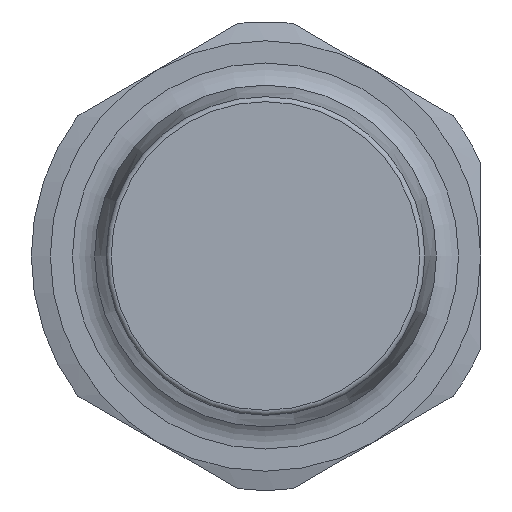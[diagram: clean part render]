
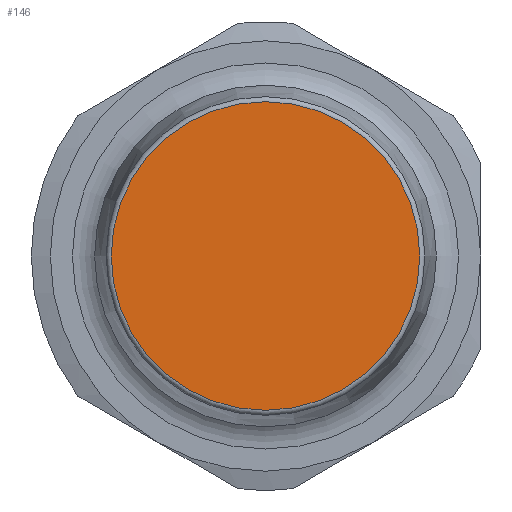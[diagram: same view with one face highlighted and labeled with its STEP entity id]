
A CAD part, left-side view. The second image highlights one B-rep face of the part: STEP entity #146.
In plain terms, the highlighted planar face has unit normal (-1, 0, 0).
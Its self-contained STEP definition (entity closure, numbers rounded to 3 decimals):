
#85=CARTESIAN_POINT('',(0.,-11.095,0.0));
#86=DIRECTION('',(-1.0,0.0,0.0));
#87=DIRECTION('',(0.0,0.0,1.0));
#88=AXIS2_PLACEMENT_3D('',#85,#86,#87);
#89=PLANE('',#88);
#90=CARTESIAN_POINT('',(0.,-12.19,0.0));
#91=VERTEX_POINT('',#90);
#92=CARTESIAN_POINT('',(0.,-6.095,10.557));
#93=VERTEX_POINT('',#92);
#94=CARTESIAN_POINT('',(0.0,0.0,0.0));
#95=DIRECTION('',(-1.0,0.0,0.0));
#96=DIRECTION('',(0.0,-1.0,0.0));
#97=AXIS2_PLACEMENT_3D('',#94,#95,#96);
#98=CIRCLE('',#97,12.19);
#99=EDGE_CURVE('',#91,#93,#98,.T.);
#100=ORIENTED_EDGE('',*,*,#99,.T.);
#101=CARTESIAN_POINT('',(0.,6.095,10.557));
#102=VERTEX_POINT('',#101);
#103=CARTESIAN_POINT('',(0.0,0.0,0.0));
#104=DIRECTION('',(-1.0,0.0,0.0));
#105=DIRECTION('',(0.0,-1.0,0.0));
#106=AXIS2_PLACEMENT_3D('',#103,#104,#105);
#107=CIRCLE('',#106,12.19);
#108=EDGE_CURVE('',#93,#102,#107,.T.);
#109=ORIENTED_EDGE('',*,*,#108,.T.);
#110=CARTESIAN_POINT('',(0.,12.19,0.));
#111=VERTEX_POINT('',#110);
#112=CARTESIAN_POINT('',(0.0,0.0,0.0));
#113=DIRECTION('',(-1.0,0.0,0.0));
#114=DIRECTION('',(0.0,-1.0,0.0));
#115=AXIS2_PLACEMENT_3D('',#112,#113,#114);
#116=CIRCLE('',#115,12.19);
#117=EDGE_CURVE('',#102,#111,#116,.T.);
#118=ORIENTED_EDGE('',*,*,#117,.T.);
#119=CARTESIAN_POINT('',(0.,6.095,-10.557));
#120=VERTEX_POINT('',#119);
#121=CARTESIAN_POINT('',(0.0,0.0,0.0));
#122=DIRECTION('',(-1.0,0.0,0.0));
#123=DIRECTION('',(0.0,-1.0,0.0));
#124=AXIS2_PLACEMENT_3D('',#121,#122,#123);
#125=CIRCLE('',#124,12.19);
#126=EDGE_CURVE('',#111,#120,#125,.T.);
#127=ORIENTED_EDGE('',*,*,#126,.T.);
#128=CARTESIAN_POINT('',(0.,-6.095,-10.557));
#129=VERTEX_POINT('',#128);
#130=CARTESIAN_POINT('',(0.0,0.0,0.0));
#131=DIRECTION('',(-1.0,0.0,0.0));
#132=DIRECTION('',(0.0,-1.0,0.0));
#133=AXIS2_PLACEMENT_3D('',#130,#131,#132);
#134=CIRCLE('',#133,12.19);
#135=EDGE_CURVE('',#120,#129,#134,.T.);
#136=ORIENTED_EDGE('',*,*,#135,.T.);
#137=CARTESIAN_POINT('',(0.0,0.0,0.0));
#138=DIRECTION('',(-1.0,0.0,0.0));
#139=DIRECTION('',(0.0,-1.0,0.0));
#140=AXIS2_PLACEMENT_3D('',#137,#138,#139);
#141=CIRCLE('',#140,12.19);
#142=EDGE_CURVE('',#129,#91,#141,.T.);
#143=ORIENTED_EDGE('',*,*,#142,.T.);
#144=EDGE_LOOP('',(#100,#109,#118,#127,#136,#143));
#145=FACE_OUTER_BOUND('',#144,.T.);
#146=ADVANCED_FACE('',(#145),#89,.T.);
